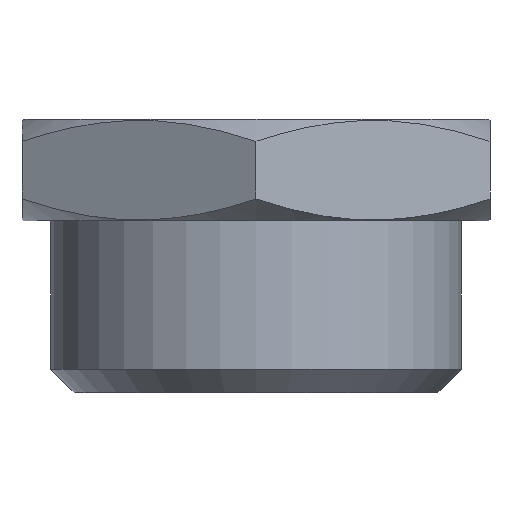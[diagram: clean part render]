
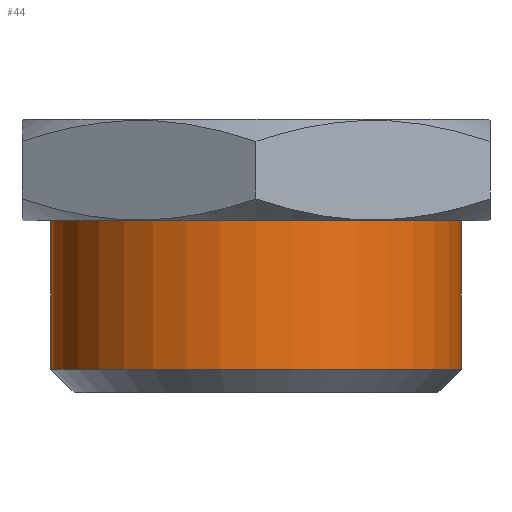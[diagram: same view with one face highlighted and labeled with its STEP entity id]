
A CAD part, left-side view. The second image highlights one B-rep face of the part: STEP entity #44.
In plain terms, the highlighted cylindrical face has radius 13.165 mm (diameter 26.33 mm), a full revolution.
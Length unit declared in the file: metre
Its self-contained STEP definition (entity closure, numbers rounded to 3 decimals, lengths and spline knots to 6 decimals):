
#44 = ADVANCED_FACE( 'NONE', ( #96, #97 ), #98, .T. );
#96 = FACE_OUTER_BOUND( '', #161, .T. );
#97 = FACE_OUTER_BOUND( '', #162, .T. );
#98 = CYLINDRICAL_SURFACE( '', #163, 0.013165 );
#161 = EDGE_LOOP( '', ( #232 ) );
#162 = EDGE_LOOP( '', ( #233 ) );
#163 = AXIS2_PLACEMENT_3D( '', #234, #235, #236 );
#232 = ORIENTED_EDGE( '', *, *, #343, .F. );
#233 = ORIENTED_EDGE( '', *, *, #344, .T. );
#234 = CARTESIAN_POINT( '', ( 0., 0., 0. ) );
#235 = DIRECTION( '', ( 0., 0., -1. ) );
#236 = DIRECTION( '', ( 1., 0., 0. ) );
#343 = EDGE_CURVE( 'NONE', #395, #395, #396, .T. );
#344 = EDGE_CURVE( 'NONE', #397, #397, #398, .T. );
#395 = VERTEX_POINT( '', #517 );
#396 = CIRCLE( '', #518, 0.013165 );
#397 = VERTEX_POINT( '', #519 );
#398 = CIRCLE( '', #520, 0.013165 );
#517 = CARTESIAN_POINT( '', ( -0.013165, 0., 0. ) );
#518 = AXIS2_PLACEMENT_3D( '', #608, #609, #610 );
#519 = CARTESIAN_POINT( '', ( -0.013165, 0., -0.0095 ) );
#520 = AXIS2_PLACEMENT_3D( '', #611, #612, #613 );
#608 = CARTESIAN_POINT( '', ( 0., 0., 0. ) );
#609 = DIRECTION( '', ( 0., 0., 1. ) );
#610 = DIRECTION( '', ( -1., 0., 0. ) );
#611 = CARTESIAN_POINT( '', ( 0., 0., -0.0095 ) );
#612 = DIRECTION( '', ( 0., 0., 1. ) );
#613 = DIRECTION( '', ( -1., 0., 0. ) );
